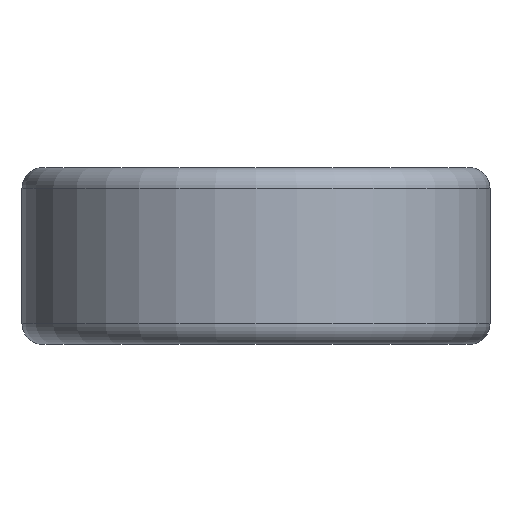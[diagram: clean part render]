
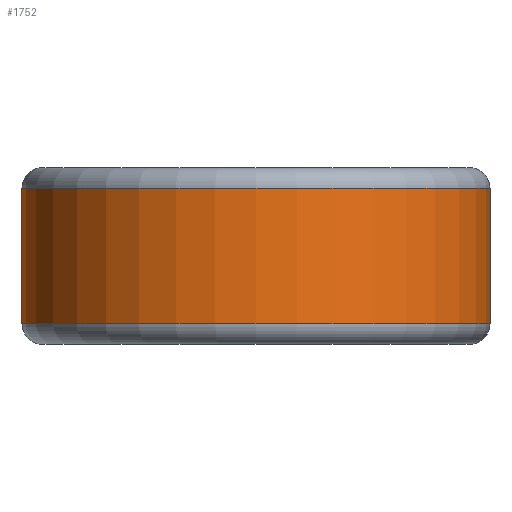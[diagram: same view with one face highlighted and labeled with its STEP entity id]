
A CAD part, front view. The second image highlights one B-rep face of the part: STEP entity #1752.
In plain terms, the highlighted cylindrical face has radius 4.5 mm (diameter 9 mm), a partial arc.
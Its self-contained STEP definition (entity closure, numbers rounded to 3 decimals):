
#162=DIRECTION('',(0.,0.,1.));
#163=VECTOR('',#162,2.6);
#164=CARTESIAN_POINT('',(4.5,0.,0.4));
#165=LINE('',#164,#163);
#597=CARTESIAN_POINT('',(0.,0.,3.));
#598=DIRECTION('',(0.,0.,1.));
#599=DIRECTION('',(-1.,0.,0.));
#600=AXIS2_PLACEMENT_3D('',#597,#598,#599);
#602=CARTESIAN_POINT('',(0.,0.,0.4));
#603=DIRECTION('',(0.,0.,-1.));
#604=DIRECTION('',(1.,0.,0.));
#605=AXIS2_PLACEMENT_3D('',#602,#603,#604);
#607=DIRECTION('',(0.,0.,1.));
#608=VECTOR('',#607,2.6);
#609=CARTESIAN_POINT('',(-4.5,0.,0.4));
#610=LINE('',#609,#608);
#679=CARTESIAN_POINT('',(-4.5,0.,3.));
#680=CARTESIAN_POINT('',(4.5,0.,3.));
#681=VERTEX_POINT('',#679);
#682=VERTEX_POINT('',#680);
#687=CARTESIAN_POINT('',(4.5,0.,0.4));
#688=CARTESIAN_POINT('',(-4.5,0.,0.4));
#689=VERTEX_POINT('',#687);
#690=VERTEX_POINT('',#688);
#1741=CARTESIAN_POINT('',(0.,0.,0.));
#1742=DIRECTION('',(0.,0.,1.));
#1743=DIRECTION('',(1.,0.,0.));
#1744=AXIS2_PLACEMENT_3D('',#1741,#1742,#1743);
#1745=CYLINDRICAL_SURFACE('',#1744,4.5);
#1746=ORIENTED_EDGE('',*,*,#1735,.T.);
#1747=ORIENTED_EDGE('',*,*,#766,.F.);
#1748=ORIENTED_EDGE('',*,*,#711,.T.);
#1749=ORIENTED_EDGE('',*,*,#750,.T.);
#1750=EDGE_LOOP('',(#1746,#1747,#1748,#1749));
#1751=FACE_OUTER_BOUND('',#1750,.F.);
#601=CIRCLE('',#600,4.5);
#606=CIRCLE('',#605,4.5);
#711=EDGE_CURVE('',#689,#690,#606,.T.);
#750=EDGE_CURVE('',#690,#681,#610,.T.);
#766=EDGE_CURVE('',#689,#682,#165,.T.);
#1735=EDGE_CURVE('',#681,#682,#601,.T.);
#1752=ADVANCED_FACE('',(#1751),#1745,.T.);
